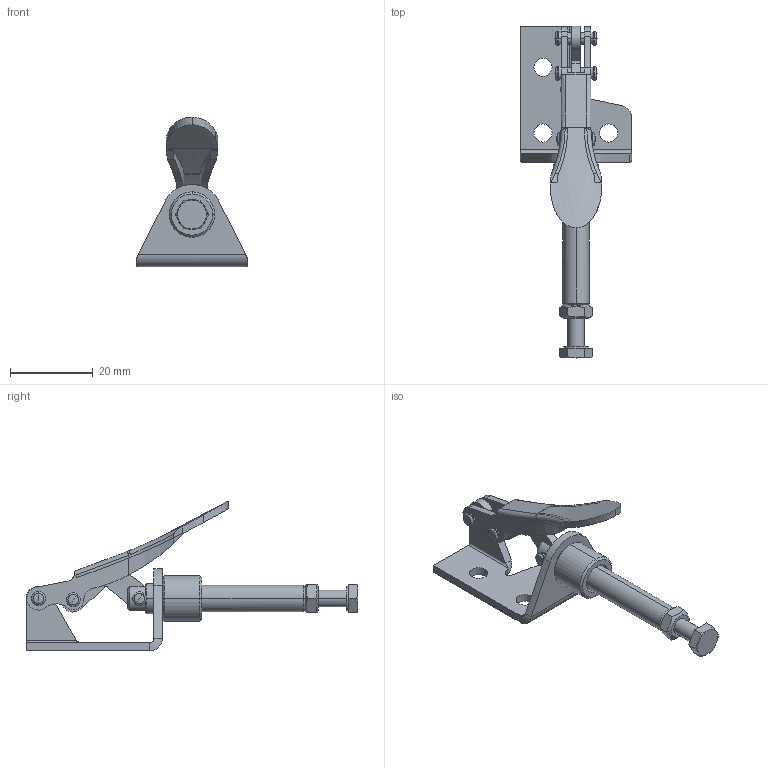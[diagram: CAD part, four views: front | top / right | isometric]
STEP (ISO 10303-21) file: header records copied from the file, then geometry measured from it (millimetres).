
FILE_DESCRIPTION((''),'2;1');
FILE_NAME('CP14.stp','2009-10-27T15:32:31',('David'),(''),'Autodesk Inventor 8','Autodesk Inventor 8','');
FILE_SCHEMA(('AUTOMOTIVE_DESIGN { 1 0 10303 214 1 1 1 1 }'));
Length unit declared in the file: millimetre
Products named in the file (7): CP14; CP14 MOUNTING BRACKET ASSEMBLY; CP14 PLUNGER ASSEMBLY; CP14 HANDLE ASSEMBLY; CP14 PLUNGER; ISO 4017  (Regular Thread) M4 x 20; ISO 4032  (Regular Thread) M4
Assembly tree (6 placements, depth 2):
  CP14
    CP14 MOUNTING BRACKET ASSEMBLY
    CP14 PLUNGER ASSEMBLY
    CP14 HANDLE ASSEMBLY
    CP14 PLUNGER
    ISO 4017  (Regular Thread) M4 x 20
    ISO 4032  (Regular Thread) M4
Bounding box: 27.04 x 80.46 x 36.33 mm (x, y, z)
Volume: 5611.6 mm3; surface area: 6908.5 mm2
Topology: 6 solids, 7 shells, 311 faces, 781 edges, 477 vertices
Faces by surface type: cylinder 84, bspline 80, plane 65, cone 52, torus 24, sphere 6
Entity records: 11831 total; most frequent: CARTESIAN_POINT 4495, ORIENTED_EDGE 1530, DIRECTION 1493, EDGE_CURVE 765, AXIS2_PLACEMENT_3D 604, VERTEX_POINT 477, CIRCLE 360, EDGE_LOOP 346
